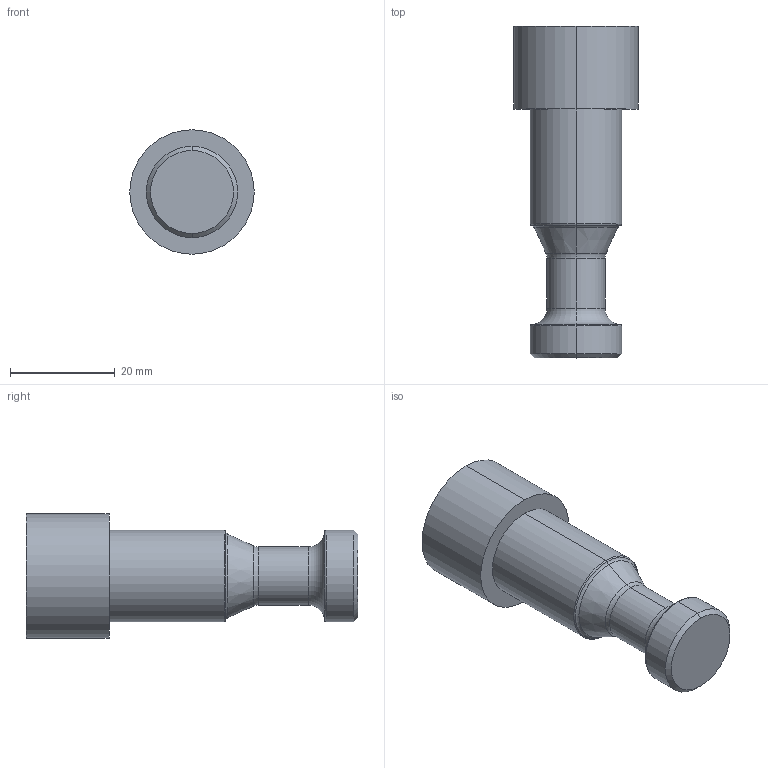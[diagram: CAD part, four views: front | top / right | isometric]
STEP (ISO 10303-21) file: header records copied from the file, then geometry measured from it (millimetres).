
FILE_DESCRIPTION (( 'STEP AP203' ), '1' );
FILE_NAME ('Thesis2_plungerFE203.STEP', '2019-02-06T04:51:47', ( '' ), ( '' ), 'SwSTEP 2.0', 'SolidWorks 2018', '' );
FILE_SCHEMA (( 'CONFIG_CONTROL_DESIGN' ));
Length unit declared in the file: inch
Products named in the file (1): Thesis2_plungerFE203
Bounding box: 23.81 x 63.5 x 23.81 mm (x, y, z)
Volume: 16146.1 mm3; surface area: 4469 mm2
Topology: 1 solids, 1 shells, 25 faces, 48 edges, 26 vertices
Faces by surface type: torus 10, cylinder 8, cone 4, plane 3
Entity records: 713 total; most frequent: DIRECTION 136, CARTESIAN_POINT 100, ORIENTED_EDGE 96, AXIS2_PLACEMENT_3D 62, EDGE_CURVE 48, CIRCLE 36, EDGE_LOOP 26, VERTEX_POINT 26
